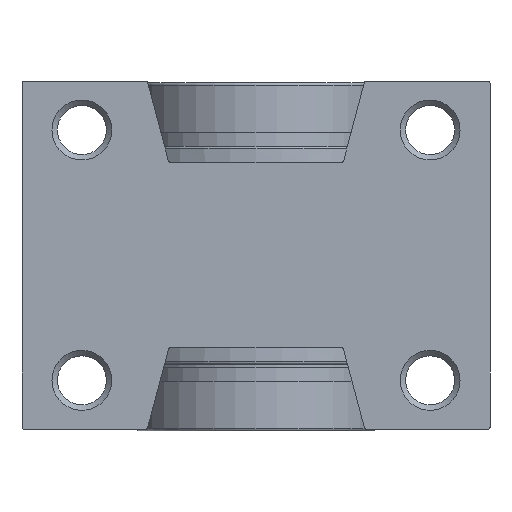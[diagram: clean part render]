
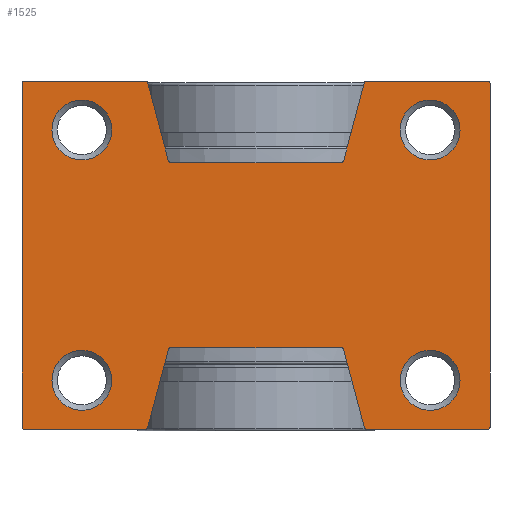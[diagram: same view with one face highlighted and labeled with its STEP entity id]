
A CAD part, front view. The second image highlights one B-rep face of the part: STEP entity #1525.
In plain terms, the highlighted planar face has unit normal (0, -1, 0).
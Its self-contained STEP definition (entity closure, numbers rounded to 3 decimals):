
#94=FACE_BOUND('',#247,.T.);
#95=FACE_BOUND('',#248,.T.);
#96=FACE_BOUND('',#249,.T.);
#97=FACE_BOUND('',#250,.T.);
#114=PLANE('',#1686);
#150=FACE_OUTER_BOUND('',#246,.T.);
#246=EDGE_LOOP('',(#1068,#1069,#1070,#1071,#1072,#1073,#1074,#1075,#1076,
#1077,#1078,#1079,#1080,#1081,#1082,#1083,#1084,#1085,#1086,#1087,#1088,
#1089,#1090,#1091));
#247=EDGE_LOOP('',(#1092));
#248=EDGE_LOOP('',(#1093));
#249=EDGE_LOOP('',(#1094));
#250=EDGE_LOOP('',(#1095));
#362=LINE('',#2437,#475);
#363=LINE('',#2441,#476);
#364=LINE('',#2445,#477);
#365=LINE('',#2449,#478);
#366=LINE('',#2453,#479);
#367=LINE('',#2457,#480);
#368=LINE('',#2461,#481);
#369=LINE('',#2465,#482);
#370=LINE('',#2469,#483);
#371=LINE('',#2473,#484);
#372=LINE('',#2477,#485);
#373=LINE('',#2480,#486);
#475=VECTOR('',#1906,10.);
#476=VECTOR('',#1909,10.);
#477=VECTOR('',#1912,10.);
#478=VECTOR('',#1915,10.);
#479=VECTOR('',#1918,10.);
#480=VECTOR('',#1921,10.);
#481=VECTOR('',#1924,10.);
#482=VECTOR('',#1927,10.);
#483=VECTOR('',#1930,10.);
#484=VECTOR('',#1933,10.);
#485=VECTOR('',#1936,10.);
#486=VECTOR('',#1939,10.);
#587=CIRCLE('',#1684,2.75);
#589=CIRCLE('',#1687,0.2);
#590=CIRCLE('',#1688,0.2);
#591=CIRCLE('',#1689,0.2);
#592=CIRCLE('',#1690,0.2);
#593=CIRCLE('',#1691,0.2);
#594=CIRCLE('',#1692,0.2);
#595=CIRCLE('',#1693,0.2);
#596=CIRCLE('',#1694,0.2);
#597=CIRCLE('',#1695,0.2);
#598=CIRCLE('',#1696,0.2);
#599=CIRCLE('',#1697,0.2);
#600=CIRCLE('',#1698,0.2);
#601=CIRCLE('',#1699,2.75);
#602=CIRCLE('',#1700,2.75);
#603=CIRCLE('',#1701,2.75);
#692=VERTEX_POINT('',#2427);
#694=VERTEX_POINT('',#2433);
#695=VERTEX_POINT('',#2434);
#696=VERTEX_POINT('',#2436);
#697=VERTEX_POINT('',#2438);
#698=VERTEX_POINT('',#2440);
#699=VERTEX_POINT('',#2442);
#700=VERTEX_POINT('',#2444);
#701=VERTEX_POINT('',#2446);
#702=VERTEX_POINT('',#2448);
#703=VERTEX_POINT('',#2450);
#704=VERTEX_POINT('',#2452);
#705=VERTEX_POINT('',#2454);
#706=VERTEX_POINT('',#2456);
#707=VERTEX_POINT('',#2458);
#708=VERTEX_POINT('',#2460);
#709=VERTEX_POINT('',#2462);
#710=VERTEX_POINT('',#2464);
#711=VERTEX_POINT('',#2466);
#712=VERTEX_POINT('',#2468);
#713=VERTEX_POINT('',#2470);
#714=VERTEX_POINT('',#2472);
#715=VERTEX_POINT('',#2474);
#716=VERTEX_POINT('',#2476);
#717=VERTEX_POINT('',#2478);
#718=VERTEX_POINT('',#2481);
#719=VERTEX_POINT('',#2483);
#720=VERTEX_POINT('',#2485);
#836=EDGE_CURVE('',#692,#692,#587,.T.);
#839=EDGE_CURVE('',#694,#695,#589,.T.);
#840=EDGE_CURVE('',#694,#696,#362,.T.);
#841=EDGE_CURVE('',#697,#696,#590,.T.);
#842=EDGE_CURVE('',#697,#698,#363,.T.);
#843=EDGE_CURVE('',#699,#698,#591,.T.);
#844=EDGE_CURVE('',#699,#700,#364,.T.);
#845=EDGE_CURVE('',#700,#701,#592,.T.);
#846=EDGE_CURVE('',#701,#702,#365,.T.);
#847=EDGE_CURVE('',#702,#703,#593,.T.);
#848=EDGE_CURVE('',#703,#704,#366,.T.);
#849=EDGE_CURVE('',#705,#704,#594,.T.);
#850=EDGE_CURVE('',#705,#706,#367,.T.);
#851=EDGE_CURVE('',#707,#706,#595,.T.);
#852=EDGE_CURVE('',#708,#707,#368,.T.);
#853=EDGE_CURVE('',#709,#708,#596,.T.);
#854=EDGE_CURVE('',#709,#710,#369,.T.);
#855=EDGE_CURVE('',#711,#710,#597,.T.);
#856=EDGE_CURVE('',#711,#712,#370,.T.);
#857=EDGE_CURVE('',#712,#713,#598,.T.);
#858=EDGE_CURVE('',#713,#714,#371,.T.);
#859=EDGE_CURVE('',#714,#715,#599,.T.);
#860=EDGE_CURVE('',#715,#716,#372,.T.);
#861=EDGE_CURVE('',#717,#716,#600,.T.);
#862=EDGE_CURVE('',#717,#695,#373,.T.);
#863=EDGE_CURVE('',#718,#718,#601,.T.);
#864=EDGE_CURVE('',#719,#719,#602,.T.);
#865=EDGE_CURVE('',#720,#720,#603,.T.);
#1068=ORIENTED_EDGE('',*,*,#839,.F.);
#1069=ORIENTED_EDGE('',*,*,#840,.T.);
#1070=ORIENTED_EDGE('',*,*,#841,.F.);
#1071=ORIENTED_EDGE('',*,*,#842,.T.);
#1072=ORIENTED_EDGE('',*,*,#843,.F.);
#1073=ORIENTED_EDGE('',*,*,#844,.T.);
#1074=ORIENTED_EDGE('',*,*,#845,.T.);
#1075=ORIENTED_EDGE('',*,*,#846,.T.);
#1076=ORIENTED_EDGE('',*,*,#847,.T.);
#1077=ORIENTED_EDGE('',*,*,#848,.T.);
#1078=ORIENTED_EDGE('',*,*,#849,.F.);
#1079=ORIENTED_EDGE('',*,*,#850,.T.);
#1080=ORIENTED_EDGE('',*,*,#851,.F.);
#1081=ORIENTED_EDGE('',*,*,#852,.F.);
#1082=ORIENTED_EDGE('',*,*,#853,.F.);
#1083=ORIENTED_EDGE('',*,*,#854,.T.);
#1084=ORIENTED_EDGE('',*,*,#855,.F.);
#1085=ORIENTED_EDGE('',*,*,#856,.T.);
#1086=ORIENTED_EDGE('',*,*,#857,.T.);
#1087=ORIENTED_EDGE('',*,*,#858,.T.);
#1088=ORIENTED_EDGE('',*,*,#859,.T.);
#1089=ORIENTED_EDGE('',*,*,#860,.T.);
#1090=ORIENTED_EDGE('',*,*,#861,.F.);
#1091=ORIENTED_EDGE('',*,*,#862,.T.);
#1092=ORIENTED_EDGE('',*,*,#863,.F.);
#1093=ORIENTED_EDGE('',*,*,#864,.F.);
#1094=ORIENTED_EDGE('',*,*,#865,.F.);
#1095=ORIENTED_EDGE('',*,*,#836,.F.);
#1525=ADVANCED_FACE('',(#150,#94,#95,#96,#97),#114,.T.);
#1684=AXIS2_PLACEMENT_3D('',#2428,#1897,#1898);
#1686=AXIS2_PLACEMENT_3D('',#2432,#1902,#1903);
#1687=AXIS2_PLACEMENT_3D('',#2435,#1904,#1905);
#1688=AXIS2_PLACEMENT_3D('',#2439,#1907,#1908);
#1689=AXIS2_PLACEMENT_3D('',#2443,#1910,#1911);
#1690=AXIS2_PLACEMENT_3D('',#2447,#1913,#1914);
#1691=AXIS2_PLACEMENT_3D('',#2451,#1916,#1917);
#1692=AXIS2_PLACEMENT_3D('',#2455,#1919,#1920);
#1693=AXIS2_PLACEMENT_3D('',#2459,#1922,#1923);
#1694=AXIS2_PLACEMENT_3D('',#2463,#1925,#1926);
#1695=AXIS2_PLACEMENT_3D('',#2467,#1928,#1929);
#1696=AXIS2_PLACEMENT_3D('',#2471,#1931,#1932);
#1697=AXIS2_PLACEMENT_3D('',#2475,#1934,#1935);
#1698=AXIS2_PLACEMENT_3D('',#2479,#1937,#1938);
#1699=AXIS2_PLACEMENT_3D('',#2482,#1940,#1941);
#1700=AXIS2_PLACEMENT_3D('',#2484,#1942,#1943);
#1701=AXIS2_PLACEMENT_3D('',#2486,#1944,#1945);
#1897=DIRECTION('center_axis',(0.,-1.,0.));
#1898=DIRECTION('ref_axis',(-1.,0.,0.));
#1902=DIRECTION('center_axis',(0.,-1.,0.));
#1903=DIRECTION('ref_axis',(0.,0.,-1.));
#1904=DIRECTION('center_axis',(0.,1.,0.));
#1905=DIRECTION('ref_axis',(-0.707,0.,0.707));
#1906=DIRECTION('',(0.,0.,-1.));
#1907=DIRECTION('center_axis',(0.,1.,0.));
#1908=DIRECTION('ref_axis',(-0.707,0.,-0.707));
#1909=DIRECTION('',(1.,0.,0.));
#1910=DIRECTION('center_axis',(0.,1.,0.));
#1911=DIRECTION('ref_axis',(0.609,0.,-0.793));
#1912=DIRECTION('',(0.258,0.,0.966));
#1913=DIRECTION('center_axis',(0.,1.,0.));
#1914=DIRECTION('ref_axis',(0.,0.,1.));
#1915=DIRECTION('',(1.,0.,0.));
#1916=DIRECTION('center_axis',(0.,1.,0.));
#1917=DIRECTION('ref_axis',(0.966,0.,0.258));
#1918=DIRECTION('',(0.258,0.,-0.966));
#1919=DIRECTION('center_axis',(0.,1.,0.));
#1920=DIRECTION('ref_axis',(-0.609,0.,-0.793));
#1921=DIRECTION('',(1.,0.,0.));
#1922=DIRECTION('center_axis',(0.,1.,0.));
#1923=DIRECTION('ref_axis',(0.707,0.,-0.707));
#1924=DIRECTION('',(0.,0.,-1.));
#1925=DIRECTION('center_axis',(0.,1.,0.));
#1926=DIRECTION('ref_axis',(0.707,0.,0.707));
#1927=DIRECTION('',(-1.,0.,0.));
#1928=DIRECTION('center_axis',(0.,1.,0.));
#1929=DIRECTION('ref_axis',(-0.609,0.,0.793));
#1930=DIRECTION('',(-0.258,0.,-0.966));
#1931=DIRECTION('center_axis',(0.,1.,0.));
#1932=DIRECTION('ref_axis',(0.966,0.,-0.258));
#1933=DIRECTION('',(-1.,0.,0.));
#1934=DIRECTION('center_axis',(0.,1.,0.));
#1935=DIRECTION('ref_axis',(0.,0.,-1.));
#1936=DIRECTION('',(-0.258,0.,0.966));
#1937=DIRECTION('center_axis',(0.,1.,0.));
#1938=DIRECTION('ref_axis',(0.609,0.,0.793));
#1939=DIRECTION('',(-1.,0.,0.));
#1940=DIRECTION('center_axis',(0.,-1.,0.));
#1941=DIRECTION('ref_axis',(-1.,0.,0.));
#1942=DIRECTION('center_axis',(0.,-1.,0.));
#1943=DIRECTION('ref_axis',(-1.,0.,0.));
#1944=DIRECTION('center_axis',(0.,-1.,0.));
#1945=DIRECTION('ref_axis',(-1.,0.,0.));
#2427=CARTESIAN_POINT('',(-13.25,-18.,-11.5));
#2428=CARTESIAN_POINT('Origin',(-16.,-18.,-11.5));
#2432=CARTESIAN_POINT('Origin',(21.5,-18.,0.));
#2433=CARTESIAN_POINT('',(-21.5,-18.,15.8));
#2434=CARTESIAN_POINT('',(-21.3,-18.,16.));
#2435=CARTESIAN_POINT('Origin',(-21.3,-18.,15.8));
#2436=CARTESIAN_POINT('',(-21.5,-18.,-15.8));
#2437=CARTESIAN_POINT('',(-21.5,-18.,0.));
#2438=CARTESIAN_POINT('',(-21.3,-18.,-16.));
#2439=CARTESIAN_POINT('Origin',(-21.3,-18.,-15.8));
#2440=CARTESIAN_POINT('',(-10.154,-18.,-16.));
#2441=CARTESIAN_POINT('',(21.5,-18.,-16.));
#2442=CARTESIAN_POINT('',(-9.96,-18.,-15.852));
#2443=CARTESIAN_POINT('Origin',(-10.154,-18.,-15.8));
#2444=CARTESIAN_POINT('',(-8.04,-18.,-8.648));
#2445=CARTESIAN_POINT('',(-5.982,-18.,-0.934));
#2446=CARTESIAN_POINT('',(-7.846,-18.,-8.5));
#2447=CARTESIAN_POINT('Origin',(-7.846,-18.,-8.7));
#2448=CARTESIAN_POINT('',(7.846,-18.,-8.5));
#2449=CARTESIAN_POINT('',(14.673,-18.,-8.5));
#2450=CARTESIAN_POINT('',(8.04,-18.,-8.648));
#2451=CARTESIAN_POINT('Origin',(7.846,-18.,-8.7));
#2452=CARTESIAN_POINT('',(9.96,-18.,-15.852));
#2453=CARTESIAN_POINT('',(8.39,-18.,-9.963));
#2454=CARTESIAN_POINT('',(10.154,-18.,-16.));
#2455=CARTESIAN_POINT('Origin',(10.154,-18.,-15.8));
#2456=CARTESIAN_POINT('',(21.3,-18.,-16.));
#2457=CARTESIAN_POINT('',(21.5,-18.,-16.));
#2458=CARTESIAN_POINT('',(21.5,-18.,-15.8));
#2459=CARTESIAN_POINT('Origin',(21.3,-18.,-15.8));
#2460=CARTESIAN_POINT('',(21.5,-18.,15.8));
#2461=CARTESIAN_POINT('',(21.5,-18.,0.));
#2462=CARTESIAN_POINT('',(21.3,-18.,16.));
#2463=CARTESIAN_POINT('Origin',(21.3,-18.,15.8));
#2464=CARTESIAN_POINT('',(10.154,-18.,16.));
#2465=CARTESIAN_POINT('',(21.5,-18.,16.));
#2466=CARTESIAN_POINT('',(9.96,-18.,15.852));
#2467=CARTESIAN_POINT('Origin',(10.154,-18.,15.8));
#2468=CARTESIAN_POINT('',(8.04,-18.,8.648));
#2469=CARTESIAN_POINT('',(8.39,-18.,9.963));
#2470=CARTESIAN_POINT('',(7.846,-18.,8.5));
#2471=CARTESIAN_POINT('Origin',(7.846,-18.,8.7));
#2472=CARTESIAN_POINT('',(-7.846,-18.,8.5));
#2473=CARTESIAN_POINT('',(14.673,-18.,8.5));
#2474=CARTESIAN_POINT('',(-8.04,-18.,8.648));
#2475=CARTESIAN_POINT('Origin',(-7.846,-18.,8.7));
#2476=CARTESIAN_POINT('',(-9.96,-18.,15.852));
#2477=CARTESIAN_POINT('',(-5.982,-18.,0.934));
#2478=CARTESIAN_POINT('',(-10.154,-18.,16.));
#2479=CARTESIAN_POINT('Origin',(-10.154,-18.,15.8));
#2480=CARTESIAN_POINT('',(21.5,-18.,16.));
#2481=CARTESIAN_POINT('',(18.75,-18.,-11.5));
#2482=CARTESIAN_POINT('Origin',(16.,-18.,-11.5));
#2483=CARTESIAN_POINT('',(-13.25,-18.,11.5));
#2484=CARTESIAN_POINT('Origin',(-16.,-18.,11.5));
#2485=CARTESIAN_POINT('',(18.75,-18.,11.5));
#2486=CARTESIAN_POINT('Origin',(16.,-18.,11.5));
